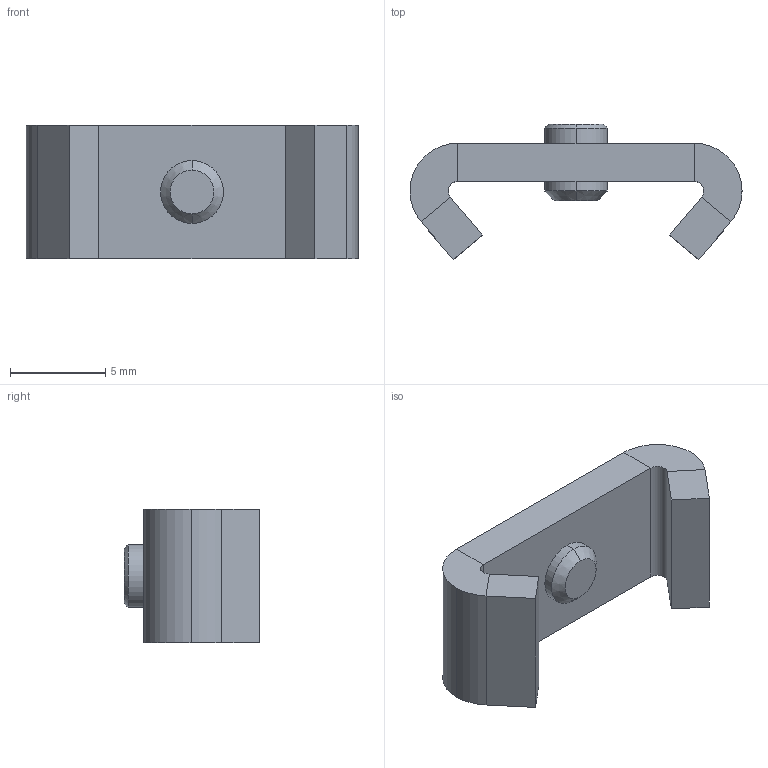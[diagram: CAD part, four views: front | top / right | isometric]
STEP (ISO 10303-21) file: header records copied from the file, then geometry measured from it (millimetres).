
FILE_DESCRIPTION (( 'STEP AP203' ), '1' );
FILE_NAME ('12M-stopper.STEP', '2015-01-28T03:10:12', ( 'cpc' ), ( '' ), 'SwSTEP 2.0', 'SolidWorks 2010', '' );
FILE_SCHEMA (( 'CONFIG_CONTROL_DESIGN' ));
Length unit declared in the file: millimetre
Products named in the file (3): M4止付; 12M-stopper; 12M-stopper 身體
Assembly tree (2 placements, depth 2):
  12M-stopper
    12M-stopper 身體
    M4止付
Bounding box: 17.41 x 7.1 x 7 mm (x, y, z)
Volume: 350.8 mm3; surface area: 539.1 mm2
Topology: 2 solids, 2 shells, 41 faces, 88 edges, 52 vertices
Faces by surface type: plane 27, cylinder 10, cone 4
Entity records: 1395 total; most frequent: DIRECTION 204, CARTESIAN_POINT 186, ORIENTED_EDGE 176, EDGE_CURVE 88, AXIS2_PLACEMENT_3D 70, VECTOR 64, LINE 64, VERTEX_POINT 52
